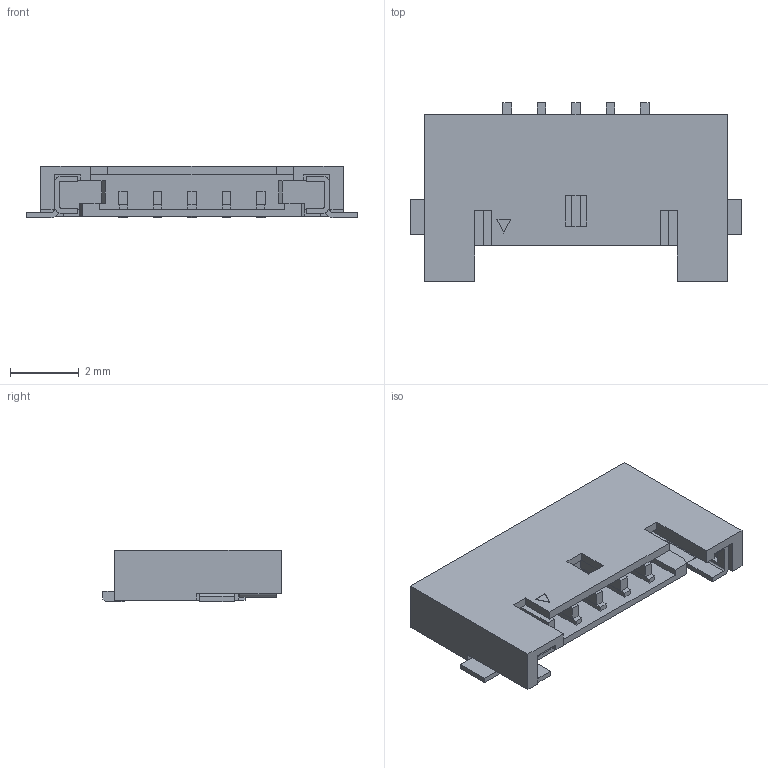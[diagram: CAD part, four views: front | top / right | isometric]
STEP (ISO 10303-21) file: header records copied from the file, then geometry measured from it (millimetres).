
FILE_DESCRIPTION(/* description */ (''),/* implementation_level */ '2;1');
FILE_NAME(/* name */ '5037630591wbm000_01_214.stp',/* time_stamp */ '2023-12-01T12:44:51+05:00',/* author */ (''),/* organization */ (''),/* preprocessor_version */ 'ST-DEVELOPER v16.7',/* originating_system */ 'SIEMENS PLM Software NX 1919',/* authorisation */ '');
FILE_SCHEMA (('AUTOMOTIVE_DESIGN { 1 0 10303 214 3 1 1 1 }'));
Length unit declared in the file: millimetre
Products named in the file (1): 5037630591wbm000_01
Bounding box: 9.6 x 5.19 x 1.5 mm (x, y, z)
Volume: 36 mm3; surface area: 188.4 mm2
Topology: 1 solids, 1 shells, 217 faces, 634 edges, 416 vertices
Faces by surface type: plane 201, cylinder 16
Entity records: 7096 total; most frequent: ORIENTED_EDGE 1268, CARTESIAN_POINT 1268, DIRECTION 1102, EDGE_CURVE 634, LINE 602, VECTOR 602, VERTEX_POINT 416, AXIS2_PLACEMENT_3D 250
